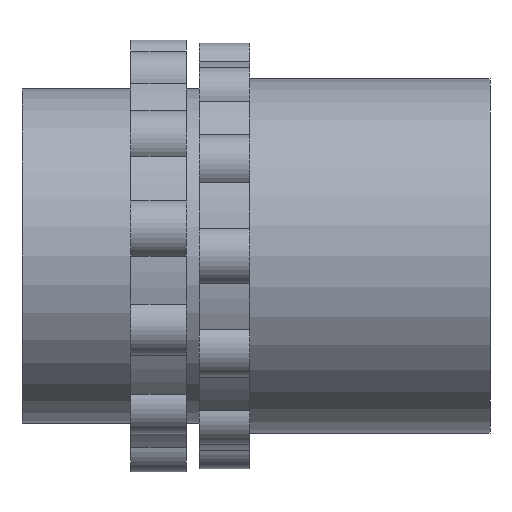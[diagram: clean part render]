
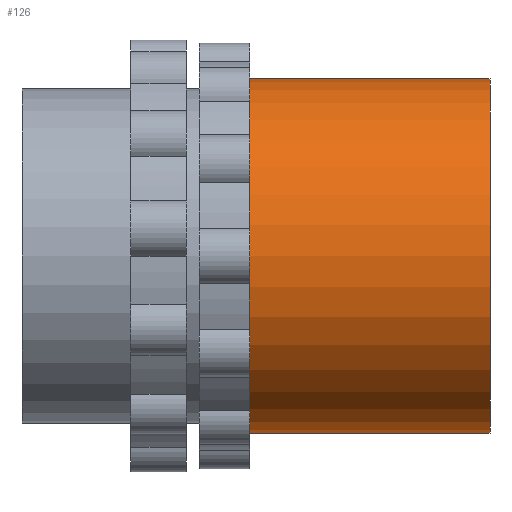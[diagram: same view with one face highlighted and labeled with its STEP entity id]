
A CAD part, front view. The second image highlights one B-rep face of the part: STEP entity #126.
In plain terms, the highlighted cylindrical face has radius 14 mm (diameter 28 mm), a full revolution.
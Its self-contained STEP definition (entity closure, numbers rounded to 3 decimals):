
#126=ADVANCED_FACE('',(#2357,#2359),#2361,.T.);
#2357=FACE_OUTER_BOUND('',#2358,.T.);
#2358=EDGE_LOOP('',(#2849));
#2359=FACE_OUTER_BOUND('',#2360,.T.);
#2360=EDGE_LOOP('',(#2850));
#2361=CYLINDRICAL_SURFACE('',#2362,14.);
#2362=AXIS2_PLACEMENT_3D('',#2363,#2364,#2365);
#2363=CARTESIAN_POINT('',(37.,0.,0.));
#2364=DIRECTION('',(-1.,0.,0.));
#2365=DIRECTION('',(0.,0.,1.));
#2849=ORIENTED_EDGE('',*,*,#3199,.T.);
#2850=ORIENTED_EDGE('',*,*,#3205,.F.);
#3199=EDGE_CURVE('',#3399,#3399,#3400,.T.);
#3205=EDGE_CURVE('',#3411,#3411,#3412,.T.);
#3399=VERTEX_POINT('',#4555);
#3400=CIRCLE('',#4556,14.);
#3411=VERTEX_POINT('',#4585);
#3412=CIRCLE('',#4586,14.);
#4555=CARTESIAN_POINT('',(37.,0.,14.));
#4556=AXIS2_PLACEMENT_3D('',#4557,#4558,#4559);
#4557=CARTESIAN_POINT('',(37.,0.,0.));
#4558=DIRECTION('',(-1.,0.,0.));
#4559=DIRECTION('',(0.,0.,1.));
#4585=CARTESIAN_POINT('',(18.,0.,14.));
#4586=AXIS2_PLACEMENT_3D('',#4587,#4588,#4589);
#4587=CARTESIAN_POINT('',(18.,0.,0.));
#4588=DIRECTION('',(-1.,0.,0.));
#4589=DIRECTION('',(0.,0.,1.));
